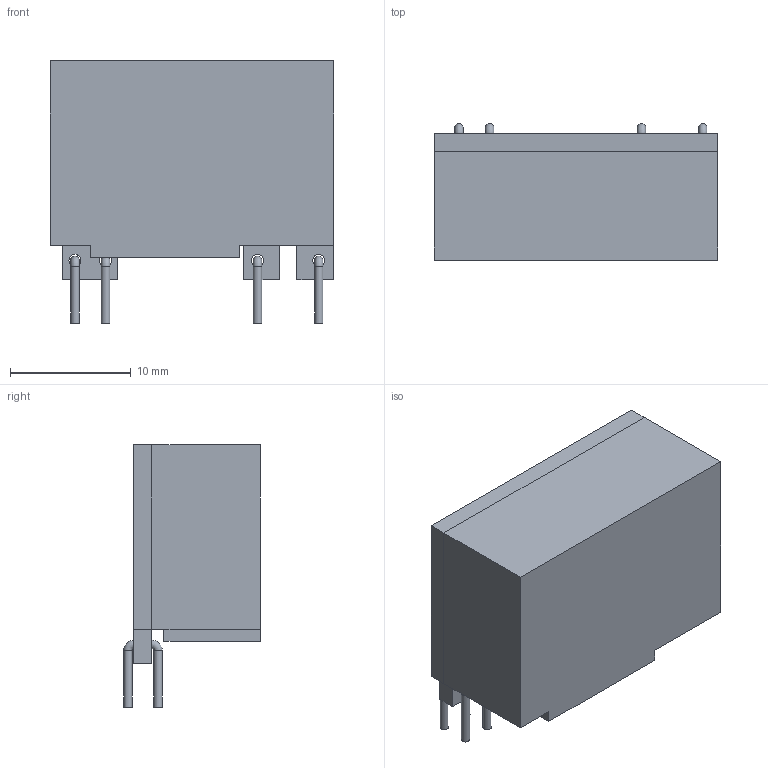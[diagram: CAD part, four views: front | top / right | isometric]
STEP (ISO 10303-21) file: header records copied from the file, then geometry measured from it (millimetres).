
FILE_DESCRIPTION(/* description */ ('STEP AP242','CAx-IF Rec.Pracs.---Representation and Presentation of Product Manufacturing Information (PMI)---4.0---2014-10-13','CAx-IF Rec.Pracs.---3D Tessellated Geometry---0.4---2014-09-14','2;1'),/* implementation_level */ '2;1');
FILE_NAME(/* name */ '6368464d4a5d02026e59035d',/* time_stamp */ '2022-11-06T23:42:06+00:00',/* author */ (''),/* organization */ (''),/* preprocessor_version */ 'ST-DEVELOPER v18.102',/* originating_system */ ' ',/* authorisation */ ' ');
FILE_SCHEMA (('AP242_MANAGED_MODEL_BASED_3D_ENGINEERING_MIM_LF { 1 0 10303 442 1 1 4 }'));
Length unit declared in the file: metre
Products named in the file (6): Part 7; Part 8; Part 9; Part 10; Part 11; Part 12
Bounding box: 23.5 x 11.35 x 21.75 mm (x, y, z)
Volume: 3934.5 mm3; surface area: 2505.4 mm2
Topology: 6 solids, 6 shells, 58 faces, 122 edges, 76 vertices
Faces by surface type: plane 34, cylinder 16, torus 8
Full cylindrical faces by diameter (mm): 0.7 x12, 1 x4
Entity records: 1590 total; most frequent: DIRECTION 258, CARTESIAN_POINT 238, ORIENTED_EDGE 196, EDGE_CURVE 98, AXIS2_PLACEMENT_3D 96, EDGE_LOOP 90, FACE_BOUND 90, VERTEX_POINT 76
